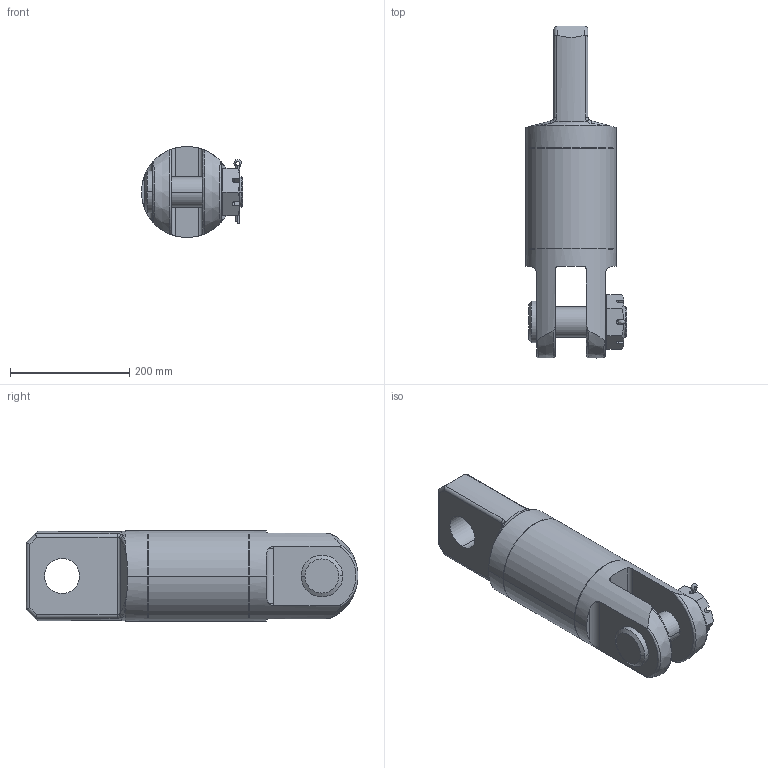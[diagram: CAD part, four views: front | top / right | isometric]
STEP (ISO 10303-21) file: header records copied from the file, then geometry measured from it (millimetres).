
FILE_DESCRIPTION((''),'2;1');
FILE_NAME('CROSBY_SWIVEL_25-S-4_0298145','2013-03-25T',('Alan Doughty'),('The Crosby Group LLC'),'PRO/ENGINEER BY PARAMETRIC TECHNOLOGY CORPORATION, 2012420','PRO/ENGINEER BY PARAMETRIC TECHNOLOGY CORPORATION, 2012420','');
FILE_SCHEMA(('AUTOMOTIVE_DESIGN { 1 0 10303 214 1 1 1 1 }'));
Length unit declared in the file: inch
Products named in the file (1): CROSBY_SWIVEL_25-S-4_0298145
Bounding box: 169.33 x 556.42 x 152.4 mm (x, y, z)
Volume: 6989411.2 mm3; surface area: 380851.5 mm2
Topology: 2 solids, 2 shells, 170 faces, 440 edges, 283 vertices
Faces by surface type: plane 58, cylinder 51, bspline 25, cone 22, torus 12, sphere 2
Entity records: 10610 total; most frequent: CARTESIAN_POINT 5023, ORIENTED_EDGE 876, DIRECTION 748, PRESENTATION_STYLE_ASSIGNMENT 440, STYLED_ITEM 440, CURVE_STYLE 438, EDGE_CURVE 438, AXIS2_PLACEMENT_3D 293
